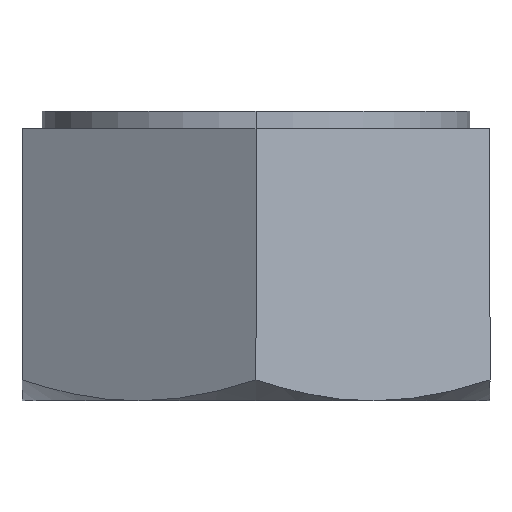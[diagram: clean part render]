
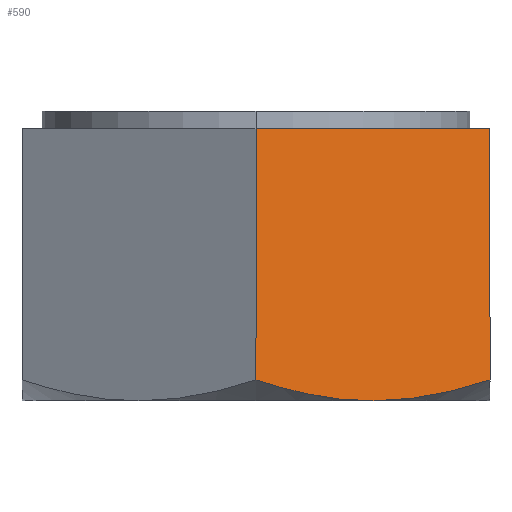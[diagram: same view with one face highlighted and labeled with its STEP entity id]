
A CAD part, left-side view. The second image highlights one B-rep face of the part: STEP entity #590.
In plain terms, the highlighted planar face has unit normal (-0.866, -0.5, 0).
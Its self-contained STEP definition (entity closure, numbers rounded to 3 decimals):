
#24 = LINE ( 'NONE', #518, #1280 ) ;
#45 = EDGE_CURVE ( 'NONE', #1248, #1371, #928, .T. ) ;
#49 = EDGE_CURVE ( 'NONE', #214, #113, #556, .T. ) ;
#57 = CARTESIAN_POINT ( 'NONE',  ( -9.238, 0., -9.3 ) ) ;
#113 = VERTEX_POINT ( 'NONE', #1234 ) ;
#147 = CARTESIAN_POINT ( 'NONE',  ( -7.71, -2.646, -9.232 ) ) ;
#160 = VERTEX_POINT ( 'NONE', #1689 ) ;
#214 = VERTEX_POINT ( 'NONE', #1692 ) ;
#238 = CARTESIAN_POINT ( 'NONE',  ( -4.619, -8., -8.585 ) ) ;
#250 = FACE_OUTER_BOUND ( 'NONE', #1056, .T. ) ;
#260 = ORIENTED_EDGE ( 'NONE', *, *, #49, .T. ) ;
#338 = CARTESIAN_POINT ( 'NONE',  ( -5.376, -6.689, -8.983 ) ) ;
#359 = CARTESIAN_POINT ( 'NONE',  ( -6.146, -5.355, -9.218 ) ) ;
#373 = CARTESIAN_POINT ( 'NONE',  ( -4.996, -7.347, -8.803 ) ) ;
#515 = CARTESIAN_POINT ( 'NONE',  ( -5.952, -5.69, -9.169 ) ) ;
#518 = CARTESIAN_POINT ( 'NONE',  ( -4.619, -8., -9.3 ) ) ;
#529 = AXIS2_PLACEMENT_3D ( 'NONE', #870, #1594, #582 ) ;
#546 = ORIENTED_EDGE ( 'NONE', *, *, #1527, .F. ) ;
#556 = B_SPLINE_CURVE_WITH_KNOTS ( 'NONE', 3,
 ( #1204, #951, #1651, #359, #515, #338, #373, #238 ),
 .UNSPECIFIED., .F., .F.,
 ( 4, 2, 2, 4 ),
 ( 0.005, 0.006, 0.007, 0.009 ),
 .UNSPECIFIED. ) ;
#582 = DIRECTION ( 'NONE',  ( 0.5, -0.866, 0. ) ) ;
#590 = ADVANCED_FACE ( 'NONE', ( #250 ), #1024, .T. ) ;
#621 = CARTESIAN_POINT ( 'NONE',  ( -8.86, -0.654, -8.804 ) ) ;
#643 = DIRECTION ( 'NONE',  ( 0., 0., 1. ) ) ;
#660 = CARTESIAN_POINT ( 'NONE',  ( -9.238, 0., 0. ) ) ;
#711 = VECTOR ( 'NONE', #643, 1000. ) ;
#751 = EDGE_CURVE ( 'NONE', #1248, #214, #849, .T. ) ;
#844 = ORIENTED_EDGE ( 'NONE', *, *, #974, .T. ) ;
#849 = B_SPLINE_CURVE_WITH_KNOTS ( 'NONE', 3,
 ( #1199, #621, #893, #147, #1170, #1309 ),
 .UNSPECIFIED., .F., .F.,
 ( 4, 2, 4 ),
 ( 0., 0.002, 0.005 ),
 .UNSPECIFIED. ) ;
#859 = CARTESIAN_POINT ( 'NONE',  ( -9.238, 0., -8.585 ) ) ;
#870 = CARTESIAN_POINT ( 'NONE',  ( -9.238, 0., -9.3 ) ) ;
#893 = CARTESIAN_POINT ( 'NONE',  ( -8.479, -1.313, -8.983 ) ) ;
#928 = LINE ( 'NONE', #57, #711 ) ;
#951 = CARTESIAN_POINT ( 'NONE',  ( -6.732, -4.339, -9.3 ) ) ;
#974 = EDGE_CURVE ( 'NONE', #113, #160, #24, .T. ) ;
#1003 = ORIENTED_EDGE ( 'NONE', *, *, #751, .T. ) ;
#1024 = PLANE ( 'NONE',  #529 ) ;
#1056 = EDGE_LOOP ( 'NONE', ( #1116, #1003, #260, #844, #546 ) ) ;
#1077 = DIRECTION ( 'NONE',  ( 0.5, -0.866, 0. ) ) ;
#1116 = ORIENTED_EDGE ( 'NONE', *, *, #45, .F. ) ;
#1170 = CARTESIAN_POINT ( 'NONE',  ( -7.322, -3.319, -9.3 ) ) ;
#1199 = CARTESIAN_POINT ( 'NONE',  ( -9.238, 0., -8.585 ) ) ;
#1204 = CARTESIAN_POINT ( 'NONE',  ( -6.928, -4., -9.3 ) ) ;
#1215 = CARTESIAN_POINT ( 'NONE',  ( -9.238, 0., 0. ) ) ;
#1234 = CARTESIAN_POINT ( 'NONE',  ( -4.619, -8., -8.585 ) ) ;
#1248 = VERTEX_POINT ( 'NONE', #859 ) ;
#1280 = VECTOR ( 'NONE', #1398, 1000. ) ;
#1309 = CARTESIAN_POINT ( 'NONE',  ( -6.928, -4., -9.3 ) ) ;
#1371 = VERTEX_POINT ( 'NONE', #660 ) ;
#1398 = DIRECTION ( 'NONE',  ( 0., 0., 1. ) ) ;
#1527 = EDGE_CURVE ( 'NONE', #1371, #160, #1886, .T. ) ;
#1594 = DIRECTION ( 'NONE',  ( -0.866, -0.5, 0. ) ) ;
#1651 = CARTESIAN_POINT ( 'NONE',  ( -6.535, -4.68, -9.283 ) ) ;
#1689 = CARTESIAN_POINT ( 'NONE',  ( -4.619, -8., 0. ) ) ;
#1692 = CARTESIAN_POINT ( 'NONE',  ( -6.928, -4., -9.3 ) ) ;
#1883 = VECTOR ( 'NONE', #1077, 1000. ) ;
#1886 = LINE ( 'NONE', #1215, #1883 ) ;
